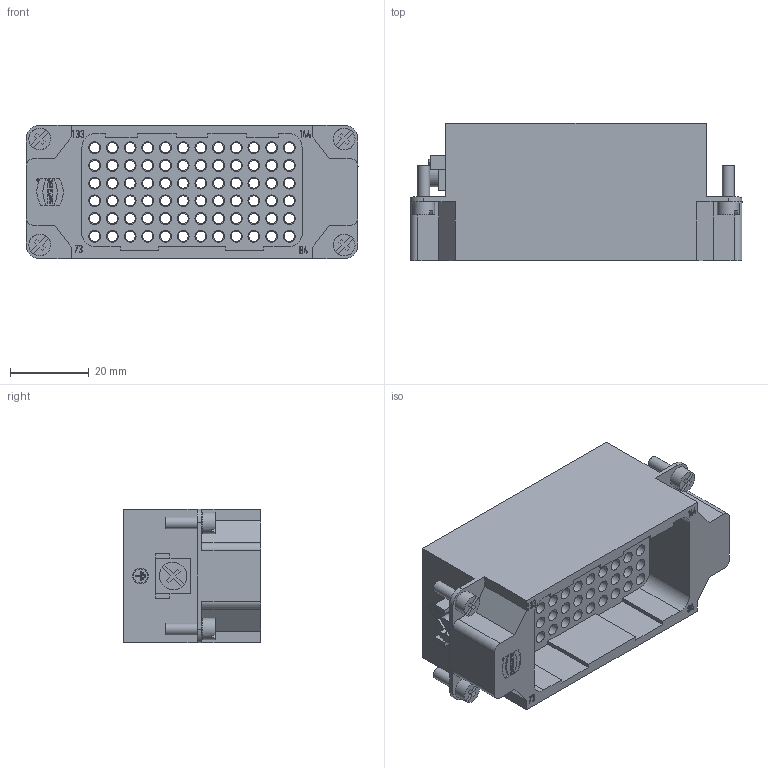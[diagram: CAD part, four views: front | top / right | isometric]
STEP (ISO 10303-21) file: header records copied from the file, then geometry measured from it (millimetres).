
FILE_DESCRIPTION(/* description */ (''),/* implementation_level */ '2;1');
FILE_NAME(/* name */ '100108211ugm000_b.stp',/* time_stamp */ '2017-11-02T07:50:33+01:00',/* author */ (''),/* organization */ (''),/* preprocessor_version */ 'ST-DEVELOPER v16',/* originating_system */ 'SIEMENS PLM Software NX 10.0',/* authorisation */ '');
FILE_SCHEMA (('AUTOMOTIVE_DESIGN { 1 0 10303 214 3 1 1 1 }'));
Length unit declared in the file: millimetre
Products named in the file (1): 100108211ugm000_b
Bounding box: 84.5 x 35 x 34 mm (x, y, z)
Volume: 47983.1 mm3; surface area: 31440.7 mm2
Topology: 1 solids, 1 shells, 1237 faces, 2878 edges, 1991 vertices
Faces by surface type: plane 847, cylinder 318, bspline 72
Full cylindrical faces by diameter (mm): 0.508 x1, 0.665 x1, 2.6 x72, 3 x80, 3.4 x72, 3.6 x1, 3.8 x72, 4 x1, 5.5 x4, 7 x1
Entity records: 36209 total; most frequent: CARTESIAN_POINT 6738, DIRECTION 5417, ORIENTED_EDGE 5146, EDGE_CURVE 2573, EDGE_LOOP 1961, VERTEX_POINT 1918, AXIS2_PLACEMENT_3D 1822, LINE 1773
